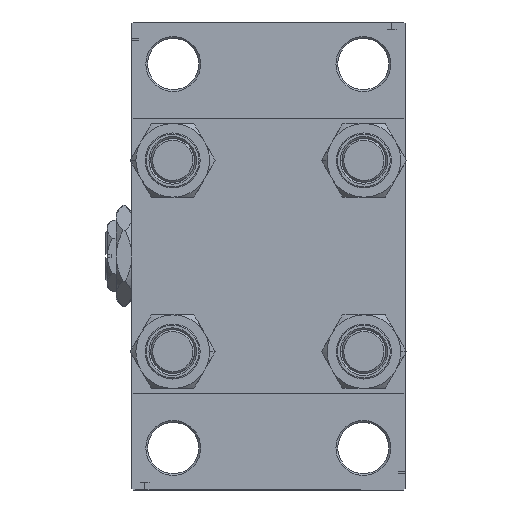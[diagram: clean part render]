
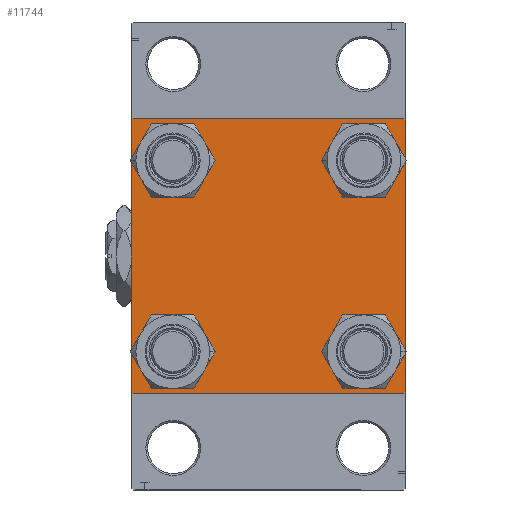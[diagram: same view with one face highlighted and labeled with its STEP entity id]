
A CAD part, left-side view. The second image highlights one B-rep face of the part: STEP entity #11744.
In plain terms, the highlighted planar face has unit normal (-1, 0, 0).
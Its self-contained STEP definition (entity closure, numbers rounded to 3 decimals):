
#242 = CARTESIAN_POINT ( 'NONE',  ( 0., -26.15, 26.15 ) ) ;
#342 = ORIENTED_EDGE ( 'NONE', *, *, #12986, .T. ) ;
#463 = ORIENTED_EDGE ( 'NONE', *, *, #5467, .T. ) ;
#493 = CARTESIAN_POINT ( 'NONE',  ( 0., 26.15, -26.15 ) ) ;
#599 = DIRECTION ( 'NONE',  ( 0., -1., 0. ) ) ;
#696 = PLANE ( 'NONE',  #49938 ) ;
#1320 = EDGE_CURVE ( 'NONE', #39952, #37530, #9104, .T. ) ;
#1847 = EDGE_CURVE ( 'NONE', #27562, #31082, #31121, .T. ) ;
#2344 = VERTEX_POINT ( 'NONE', #38922 ) ;
#2716 = DIRECTION ( 'NONE',  ( 1., 0., 0. ) ) ;
#2961 = CARTESIAN_POINT ( 'NONE',  ( 0., -26.15, -32.65 ) ) ;
#3035 = VERTEX_POINT ( 'NONE', #8417 ) ;
#3520 = CARTESIAN_POINT ( 'NONE',  ( 0., 37.5, -37.5 ) ) ;
#3606 = ORIENTED_EDGE ( 'NONE', *, *, #22776, .T. ) ;
#3768 = EDGE_CURVE ( 'NONE', #24816, #37530, #32387, .T. ) ;
#3773 = EDGE_CURVE ( 'NONE', #16879, #48867, #40656, .T. ) ;
#4377 = LINE ( 'NONE', #9010, #31616 ) ;
#4494 = VECTOR ( 'NONE', #44020, 1000. ) ;
#4886 = DIRECTION ( 'NONE',  ( 1., 0., 0. ) ) ;
#5467 = EDGE_CURVE ( 'NONE', #3035, #10099, #12810, .T. ) ;
#5502 = CARTESIAN_POINT ( 'NONE',  ( 0., 37.5, 37.5 ) ) ;
#5832 = DIRECTION ( 'NONE',  ( 1., 0., 0. ) ) ;
#6303 = EDGE_CURVE ( 'NONE', #48867, #16879, #21073, .T. ) ;
#6340 = CARTESIAN_POINT ( 'NONE',  ( 0., 26.15, -26.15 ) ) ;
#6556 = CIRCLE ( 'NONE', #13947, 6.5 ) ;
#6883 = LINE ( 'NONE', #3520, #14596 ) ;
#7006 = VERTEX_POINT ( 'NONE', #34727 ) ;
#7091 = DIRECTION ( 'NONE',  ( 0., 0., 1. ) ) ;
#7426 = DIRECTION ( 'NONE',  ( 0., 0., -1. ) ) ;
#8417 = CARTESIAN_POINT ( 'NONE',  ( 0., -26.15, -19.65 ) ) ;
#8457 = DIRECTION ( 'NONE',  ( 0., 0., 1. ) ) ;
#8711 = AXIS2_PLACEMENT_3D ( 'NONE', #28014, #20307, #8457 ) ;
#9010 = CARTESIAN_POINT ( 'NONE',  ( 0., 37.25, 37.25 ) ) ;
#9104 = LINE ( 'NONE', #5502, #48015 ) ;
#10099 = VERTEX_POINT ( 'NONE', #2961 ) ;
#10273 = CARTESIAN_POINT ( 'NONE',  ( 0., -26.15, 32.65 ) ) ;
#10333 = AXIS2_PLACEMENT_3D ( 'NONE', #37738, #49348, #21786 ) ;
#10637 = ORIENTED_EDGE ( 'NONE', *, *, #3768, .T. ) ;
#10952 = CIRCLE ( 'NONE', #47123, 6.5 ) ;
#11664 = DIRECTION ( 'NONE',  ( 0., 0., -1. ) ) ;
#11744 = ADVANCED_FACE ( 'NONE', ( #13703, #37354, #17804, #19320, #26776 ), #696, .T. ) ;
#11840 = VECTOR ( 'NONE', #11664, 1000. ) ;
#11845 = DIRECTION ( 'NONE',  ( 1., 0., 0. ) ) ;
#11922 = ORIENTED_EDGE ( 'NONE', *, *, #25115, .F. ) ;
#11992 = AXIS2_PLACEMENT_3D ( 'NONE', #242, #11845, #47878 ) ;
#12810 = CIRCLE ( 'NONE', #10333, 6.5 ) ;
#12986 = EDGE_CURVE ( 'NONE', #31082, #13257, #6883, .T. ) ;
#13070 = VERTEX_POINT ( 'NONE', #29424 ) ;
#13257 = VERTEX_POINT ( 'NONE', #47424 ) ;
#13703 = FACE_BOUND ( 'NONE', #21195, .T. ) ;
#13947 = AXIS2_PLACEMENT_3D ( 'NONE', #493, #4886, #47629 ) ;
#14063 = DIRECTION ( 'NONE',  ( 0., 0., 1. ) ) ;
#14410 = CARTESIAN_POINT ( 'NONE',  ( 0., 26.15, 32.65 ) ) ;
#14596 = VECTOR ( 'NONE', #38278, 1000. ) ;
#14707 = DIRECTION ( 'NONE',  ( 0., 0., 1. ) ) ;
#14777 = EDGE_LOOP ( 'NONE', ( #17858, #31209 ) ) ;
#14816 = CARTESIAN_POINT ( 'NONE',  ( 0., -26.15, -26.15 ) ) ;
#15235 = EDGE_LOOP ( 'NONE', ( #41984, #17275, #342, #3606, #11922, #10637, #29896, #24745 ) ) ;
#15411 = EDGE_CURVE ( 'NONE', #23056, #30833, #19633, .T. ) ;
#16213 = AXIS2_PLACEMENT_3D ( 'NONE', #44488, #36991, #24900 ) ;
#16879 = VERTEX_POINT ( 'NONE', #47118 ) ;
#17275 = ORIENTED_EDGE ( 'NONE', *, *, #1847, .T. ) ;
#17804 = FACE_BOUND ( 'NONE', #33277, .T. ) ;
#17858 = ORIENTED_EDGE ( 'NONE', *, *, #31699, .T. ) ;
#19006 = ORIENTED_EDGE ( 'NONE', *, *, #15411, .T. ) ;
#19320 = FACE_BOUND ( 'NONE', #14777, .T. ) ;
#19633 = CIRCLE ( 'NONE', #48432, 6.5 ) ;
#20307 = DIRECTION ( 'NONE',  ( 1., 0., 0. ) ) ;
#21073 = CIRCLE ( 'NONE', #11992, 6.5 ) ;
#21195 = EDGE_LOOP ( 'NONE', ( #28806, #42458 ) ) ;
#21786 = DIRECTION ( 'NONE',  ( 0., 0., 1. ) ) ;
#22575 = AXIS2_PLACEMENT_3D ( 'NONE', #24705, #32657, #48411 ) ;
#22776 = EDGE_CURVE ( 'NONE', #13257, #7006, #25426, .T. ) ;
#23056 = VERTEX_POINT ( 'NONE', #27865 ) ;
#23655 = EDGE_CURVE ( 'NONE', #10099, #3035, #10952, .T. ) ;
#23731 = ORIENTED_EDGE ( 'NONE', *, *, #23655, .T. ) ;
#24705 = CARTESIAN_POINT ( 'NONE',  ( 0., -26.15, 26.15 ) ) ;
#24745 = ORIENTED_EDGE ( 'NONE', *, *, #47662, .T. ) ;
#24816 = VERTEX_POINT ( 'NONE', #37296 ) ;
#24900 = DIRECTION ( 'NONE',  ( 0., 0., 1. ) ) ;
#25115 = EDGE_CURVE ( 'NONE', #24816, #7006, #39213, .T. ) ;
#25426 = LINE ( 'NONE', #45260, #32279 ) ;
#25774 = CARTESIAN_POINT ( 'NONE',  ( 0., -37., 37.5 ) ) ;
#26776 = FACE_OUTER_BOUND ( 'NONE', #15235, .T. ) ;
#27562 = VERTEX_POINT ( 'NONE', #27902 ) ;
#27747 = LINE ( 'NONE', #31333, #48434 ) ;
#27762 = CARTESIAN_POINT ( 'NONE',  ( 0., 26.15, -19.65 ) ) ;
#27865 = CARTESIAN_POINT ( 'NONE',  ( 0., 26.15, -32.65 ) ) ;
#27875 = CARTESIAN_POINT ( 'NONE',  ( 0., -37.5, 37.5 ) ) ;
#27902 = CARTESIAN_POINT ( 'NONE',  ( 0., 37.5, -37. ) ) ;
#28014 = CARTESIAN_POINT ( 'NONE',  ( 0., 26.15, 26.15 ) ) ;
#28806 = ORIENTED_EDGE ( 'NONE', *, *, #6303, .T. ) ;
#29424 = CARTESIAN_POINT ( 'NONE',  ( 0., 37.5, 37. ) ) ;
#29896 = ORIENTED_EDGE ( 'NONE', *, *, #1320, .F. ) ;
#30629 = CARTESIAN_POINT ( 'NONE',  ( 0., 0., 0. ) ) ;
#30833 = VERTEX_POINT ( 'NONE', #27762 ) ;
#31082 = VERTEX_POINT ( 'NONE', #41139 ) ;
#31121 = LINE ( 'NONE', #34985, #49633 ) ;
#31209 = ORIENTED_EDGE ( 'NONE', *, *, #49136, .T. ) ;
#31333 = CARTESIAN_POINT ( 'NONE',  ( 0., 37.5, 37.5 ) ) ;
#31616 = VECTOR ( 'NONE', #32662, 1000. ) ;
#31699 = EDGE_CURVE ( 'NONE', #35611, #2344, #33473, .T. ) ;
#32279 = VECTOR ( 'NONE', #37510, 1000. ) ;
#32387 = LINE ( 'NONE', #40400, #4494 ) ;
#32657 = DIRECTION ( 'NONE',  ( 1., 0., 0. ) ) ;
#32662 = DIRECTION ( 'NONE',  ( 0., 0.707, -0.707 ) ) ;
#33277 = EDGE_LOOP ( 'NONE', ( #38177, #19006 ) ) ;
#33473 = CIRCLE ( 'NONE', #16213, 6.5 ) ;
#34724 = DIRECTION ( 'NONE',  ( 0., -0.707, -0.707 ) ) ;
#34727 = CARTESIAN_POINT ( 'NONE',  ( 0., -37.5, -37. ) ) ;
#34985 = CARTESIAN_POINT ( 'NONE',  ( 0., 37.25, -37.25 ) ) ;
#35010 = DIRECTION ( 'NONE',  ( -1., 0., 0. ) ) ;
#35611 = VERTEX_POINT ( 'NONE', #14410 ) ;
#36848 = CARTESIAN_POINT ( 'NONE',  ( 0., 37., 37.5 ) ) ;
#36991 = DIRECTION ( 'NONE',  ( 1., 0., 0. ) ) ;
#37296 = CARTESIAN_POINT ( 'NONE',  ( 0., -37.5, 37. ) ) ;
#37354 = FACE_BOUND ( 'NONE', #42791, .T. ) ;
#37510 = DIRECTION ( 'NONE',  ( 0., -0.707, 0.707 ) ) ;
#37530 = VERTEX_POINT ( 'NONE', #25774 ) ;
#37738 = CARTESIAN_POINT ( 'NONE',  ( 0., -26.15, -26.15 ) ) ;
#38055 = EDGE_CURVE ( 'NONE', #13070, #27562, #27747, .T. ) ;
#38177 = ORIENTED_EDGE ( 'NONE', *, *, #40287, .T. ) ;
#38278 = DIRECTION ( 'NONE',  ( 0., -1., 0. ) ) ;
#38922 = CARTESIAN_POINT ( 'NONE',  ( 0., 26.15, 19.65 ) ) ;
#39213 = LINE ( 'NONE', #27875, #11840 ) ;
#39952 = VERTEX_POINT ( 'NONE', #36848 ) ;
#40287 = EDGE_CURVE ( 'NONE', #30833, #23056, #6556, .T. ) ;
#40400 = CARTESIAN_POINT ( 'NONE',  ( 0., -37.25, 37.25 ) ) ;
#40656 = CIRCLE ( 'NONE', #22575, 6.5 ) ;
#41139 = CARTESIAN_POINT ( 'NONE',  ( 0., 37., -37.5 ) ) ;
#41577 = CIRCLE ( 'NONE', #8711, 6.5 ) ;
#41984 = ORIENTED_EDGE ( 'NONE', *, *, #38055, .T. ) ;
#42458 = ORIENTED_EDGE ( 'NONE', *, *, #3773, .T. ) ;
#42791 = EDGE_LOOP ( 'NONE', ( #463, #23731 ) ) ;
#44020 = DIRECTION ( 'NONE',  ( 0., 0.707, 0.707 ) ) ;
#44488 = CARTESIAN_POINT ( 'NONE',  ( 0., 26.15, 26.15 ) ) ;
#45260 = CARTESIAN_POINT ( 'NONE',  ( 0., -37.25, -37.25 ) ) ;
#47118 = CARTESIAN_POINT ( 'NONE',  ( 0., -26.15, 19.65 ) ) ;
#47123 = AXIS2_PLACEMENT_3D ( 'NONE', #14816, #2716, #7091 ) ;
#47424 = CARTESIAN_POINT ( 'NONE',  ( 0., -37., -37.5 ) ) ;
#47629 = DIRECTION ( 'NONE',  ( 0., 0., 1. ) ) ;
#47662 = EDGE_CURVE ( 'NONE', #39952, #13070, #4377, .T. ) ;
#47878 = DIRECTION ( 'NONE',  ( 0., 0., 1. ) ) ;
#48015 = VECTOR ( 'NONE', #599, 1000. ) ;
#48411 = DIRECTION ( 'NONE',  ( 0., 0., 1. ) ) ;
#48432 = AXIS2_PLACEMENT_3D ( 'NONE', #6340, #5832, #14063 ) ;
#48434 = VECTOR ( 'NONE', #7426, 1000. ) ;
#48867 = VERTEX_POINT ( 'NONE', #10273 ) ;
#49136 = EDGE_CURVE ( 'NONE', #2344, #35611, #41577, .T. ) ;
#49348 = DIRECTION ( 'NONE',  ( 1., 0., 0. ) ) ;
#49633 = VECTOR ( 'NONE', #34724, 1000. ) ;
#49938 = AXIS2_PLACEMENT_3D ( 'NONE', #30629, #35010, #14707 ) ;
